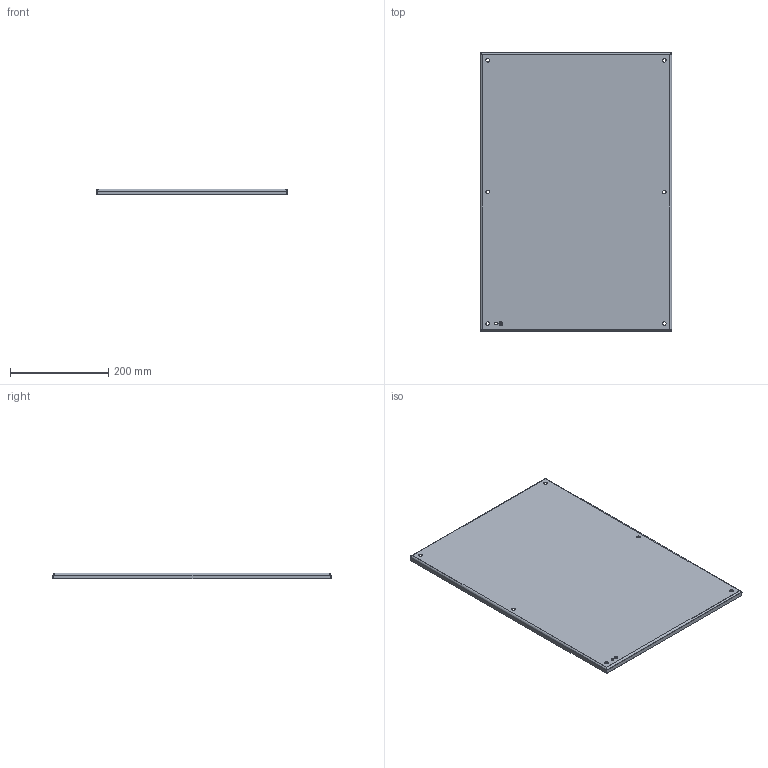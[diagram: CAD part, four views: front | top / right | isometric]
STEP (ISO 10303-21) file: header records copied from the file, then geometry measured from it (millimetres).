
FILE_DESCRIPTION(('CATIA V5 STEP Exchange','CAx-IF Rec.Pracs.--- Model Styling and Organization---1.2---2011-12-15'),'2;1');
FILE_NAME ('008471-2_1_1193890000_1193890000.stp','2018-02-09T12:47:40+00:00',('none'),('Weidmueller'),'CATIA Version 5-6 Release 2014','CATIA V5 STEP AP214','none');
FILE_SCHEMA(('AUTOMOTIVE_DESIGN { 1 0 10303 214 1 1 1 1 }'));
Length unit declared in the file: millimetre
Products named in the file (1): 1193890000_KTB_MOPL_6245_S2N
Bounding box: 389 x 565 x 12 mm (x, y, z)
Volume: 355212.4 mm3; surface area: 476877.8 mm2
Topology: 1 solids, 1 shells, 91 faces, 220 edges, 136 vertices
Faces by surface type: plane 43, cylinder 40, bspline 8
Entity records: 2904 total; most frequent: CARTESIAN_POINT 901, ORIENTED_EDGE 440, DIRECTION 320, EDGE_CURVE 220, VERTEX_POINT 136, VECTOR 132, LINE 132, AXIS2_PLACEMENT_3D 113
